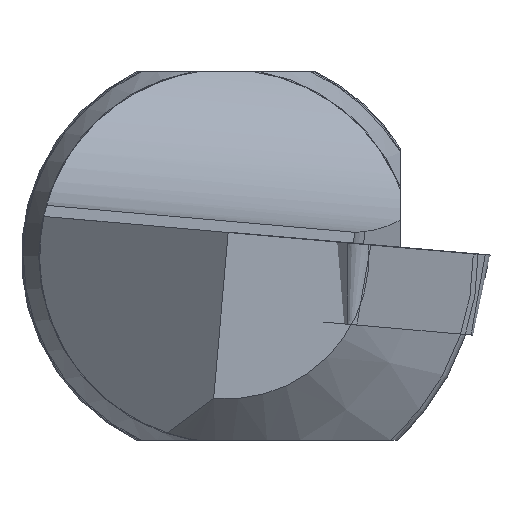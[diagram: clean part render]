
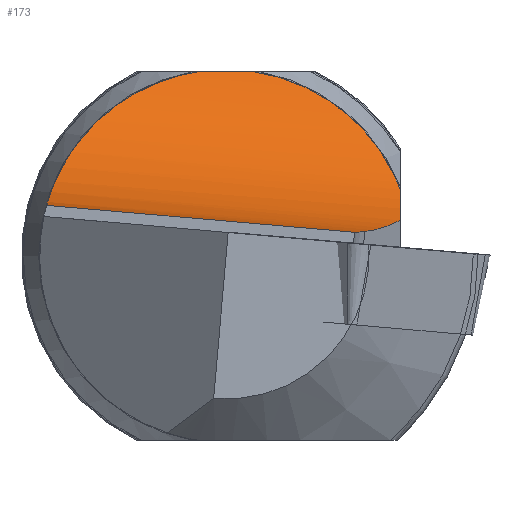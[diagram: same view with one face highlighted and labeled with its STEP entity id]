
A CAD part, left-side view. The second image highlights one B-rep face of the part: STEP entity #173.
In plain terms, the highlighted cylindrical face has radius 12.5 mm (diameter 25 mm), a partial arc.
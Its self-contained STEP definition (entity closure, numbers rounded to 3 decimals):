
#25=ELLIPSE('',#989,12.548,12.5);
#26=ELLIPSE('',#1020,14.434,12.5);
#27=ELLIPSE('',#1021,143.421,12.5);
#54=B_SPLINE_CURVE_WITH_KNOTS('',3,(#1612,#1613,#1614,#1615,#1616,#1617),
 .UNSPECIFIED.,.F.,.F.,(4,2,4),(0.,0.5,1.),.UNSPECIFIED.);
#57=B_SPLINE_CURVE_WITH_KNOTS('',3,(#1650,#1651,#1652,#1653),
 .UNSPECIFIED.,.F.,.F.,(4,4),(0.,1.),.UNSPECIFIED.);
#58=B_SPLINE_CURVE_WITH_KNOTS('',3,(#1659,#1660,#1661,#1662,#1663,#1664,
#1665,#1666,#1667,#1668),.UNSPECIFIED.,.F.,.F.,(4,2,2,2,4),(0.,0.25,0.5,
0.75,1.),.UNSPECIFIED.);
#110=CYLINDRICAL_SURFACE('',#1022,12.5);
#173=ADVANCED_FACE('',(#233),#110,.F.);
#233=FACE_OUTER_BOUND('',#290,.T.);
#290=EDGE_LOOP('',(#556,#557,#558,#559,#560,#561,#562));
#340=LINE('',#1670,#387);
#387=VECTOR('',#1220,1.);
#556=ORIENTED_EDGE('',*,*,#865,.F.);
#557=ORIENTED_EDGE('',*,*,#866,.T.);
#558=ORIENTED_EDGE('',*,*,#817,.T.);
#559=ORIENTED_EDGE('',*,*,#853,.F.);
#560=ORIENTED_EDGE('',*,*,#867,.T.);
#561=ORIENTED_EDGE('',*,*,#868,.F.);
#562=ORIENTED_EDGE('',*,*,#869,.T.);
#714=VERTEX_POINT('',#1444);
#715=VERTEX_POINT('',#1445);
#741=VERTEX_POINT('',#1618);
#746=VERTEX_POINT('',#1654);
#747=VERTEX_POINT('',#1655);
#748=VERTEX_POINT('',#1658);
#749=VERTEX_POINT('',#1669);
#817=EDGE_CURVE('',#714,#715,#25,.T.);
#853=EDGE_CURVE('',#741,#715,#54,.T.);
#865=EDGE_CURVE('',#746,#747,#57,.T.);
#866=EDGE_CURVE('',#746,#714,#26,.T.);
#867=EDGE_CURVE('',#741,#748,#27,.T.);
#868=EDGE_CURVE('',#749,#748,#58,.T.);
#869=EDGE_CURVE('',#749,#747,#340,.T.);
#989=AXIS2_PLACEMENT_3D('',#1443,#1143,#1144);
#1020=AXIS2_PLACEMENT_3D('',#1656,#1216,#1217);
#1021=AXIS2_PLACEMENT_3D('',#1657,#1218,#1219);
#1022=AXIS2_PLACEMENT_3D('',#1671,#1221,#1222);
#1143=DIRECTION('',(0.,-1.,0.));
#1144=DIRECTION('',(0.,0.,-1.));
#1216=DIRECTION('',(-0.5,-0.863,-0.075));
#1217=DIRECTION('',(0.866,-0.498,-0.044));
#1218=DIRECTION('',(0.,0.,1.));
#1219=DIRECTION('',(0.,-1.,0.));
#1220=DIRECTION('',(0.,-0.996,-0.087));
#1221=DIRECTION('',(0.,-0.996,-0.087));
#1222=DIRECTION('',(0.,0.087,-0.996));
#1443=CARTESIAN_POINT('',(8.35,4.715,13.492));
#1444=CARTESIAN_POINT('',(12.687,4.715,1.724));
#1445=CARTESIAN_POINT('',(15.545,4.715,3.231));
#1612=CARTESIAN_POINT('',(19.755,11.87,8.982));
#1613=CARTESIAN_POINT('',(19.705,10.063,8.712));
#1614=CARTESIAN_POINT('',(19.433,8.394,7.883));
#1615=CARTESIAN_POINT('',(18.078,5.873,5.619));
#1616=CARTESIAN_POINT('',(16.983,5.117,4.283));
#1617=CARTESIAN_POINT('',(15.545,4.715,3.231));
#1618=CARTESIAN_POINT('',(19.755,11.87,8.982));
#1650=CARTESIAN_POINT('',(9.777,6.449,1.178));
#1651=CARTESIAN_POINT('',(9.334,6.708,1.15));
#1652=CARTESIAN_POINT('',(8.859,6.875,1.134));
#1653=CARTESIAN_POINT('',(8.35,6.949,1.14));
#1654=CARTESIAN_POINT('',(9.777,6.449,1.178));
#1655=CARTESIAN_POINT('',(8.35,6.949,1.14));
#1656=CARTESIAN_POINT('',(8.35,6.187,13.621));
#1657=CARTESIAN_POINT('',(8.35,-46.841,8.982));
#1658=CARTESIAN_POINT('',(19.647,14.56,8.982));
#1659=CARTESIAN_POINT('',(8.35,21.973,2.454));
#1660=CARTESIAN_POINT('',(9.779,21.973,2.454));
#1661=CARTESIAN_POINT('',(11.161,21.917,2.689));
#1662=CARTESIAN_POINT('',(13.83,21.578,3.601));
#1663=CARTESIAN_POINT('',(15.056,21.299,4.268));
#1664=CARTESIAN_POINT('',(17.17,20.231,5.856));
#1665=CARTESIAN_POINT('',(18.015,19.424,6.758));
#1666=CARTESIAN_POINT('',(19.164,17.292,8.219));
#1667=CARTESIAN_POINT('',(19.489,15.971,8.771));
#1668=CARTESIAN_POINT('',(19.647,14.56,8.982));
#1669=CARTESIAN_POINT('',(8.35,21.973,2.454));
#1670=CARTESIAN_POINT('',(8.35,32.991,3.418));
#1671=CARTESIAN_POINT('',(8.35,31.901,15.871));
